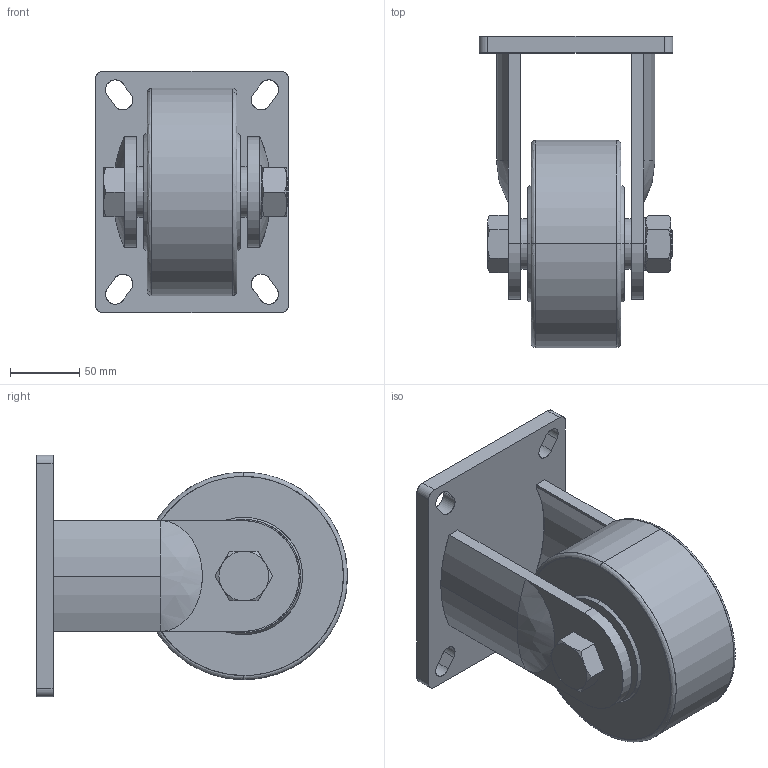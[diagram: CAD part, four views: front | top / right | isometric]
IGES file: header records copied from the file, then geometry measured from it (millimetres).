
Start section: SolidWorks IGES file using analytic representation for surfaces
Global section: file name: K-545K-150-UR.IGS,15; native system: HSolidWorks 2018; preprocessor: SolidWorks 2018; author: 0849sm; date: 210331.105712; units: millimetre
Bounding box: 140 x 225 x 175 mm (x, y, z)
Surface area: 207484.8 mm2 (no closed solid volume)
Topology: 0 solids, 0 shells, 127 faces, 2684 edges, 2684 vertices
Faces by surface type: revolution 72, bspline 55
